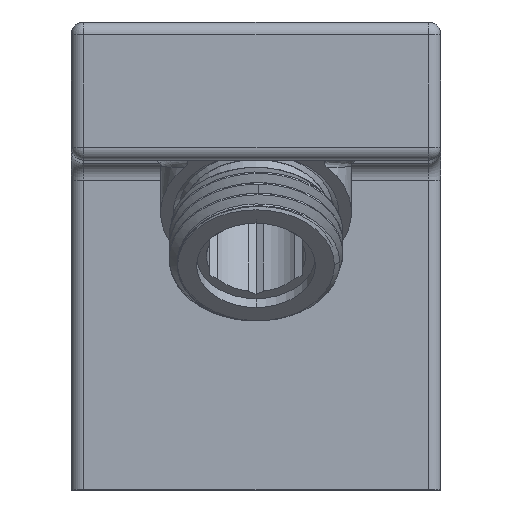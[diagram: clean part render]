
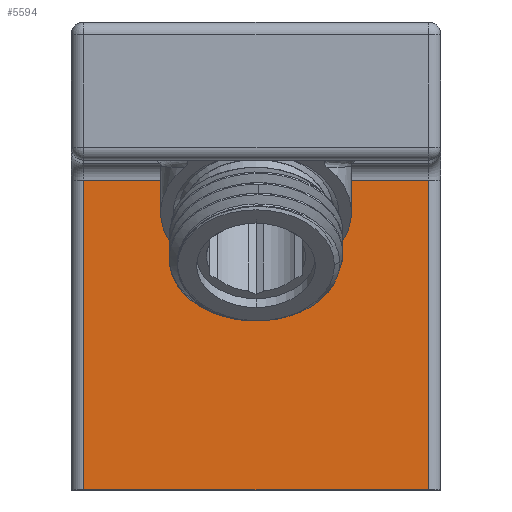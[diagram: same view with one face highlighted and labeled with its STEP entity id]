
A CAD part, top view. The second image highlights one B-rep face of the part: STEP entity #5594.
In plain terms, the highlighted planar face has unit normal (0, 0, 1).
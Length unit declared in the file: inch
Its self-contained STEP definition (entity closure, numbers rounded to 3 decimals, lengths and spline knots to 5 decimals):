
#292=DIRECTION('',(1.,0.,0.));
#293=VECTOR('',#292,1.63);
#294=CARTESIAN_POINT('',(-0.815,0.,0.654));
#295=LINE('',#294,#293);
#307=DIRECTION('',(0.,-1.,0.));
#308=VECTOR('',#307,1.466);
#309=CARTESIAN_POINT('',(0.815,1.466,0.654));
#310=LINE('',#309,#308);
#314=DIRECTION('',(0.,1.,0.));
#315=VECTOR('',#314,1.466);
#316=CARTESIAN_POINT('',(-0.815,0.,0.654));
#317=LINE('',#316,#315);
#321=DIRECTION('',(1.,0.,0.));
#322=VECTOR('',#321,1.63);
#323=CARTESIAN_POINT('',(-0.815,1.466,0.654));
#324=LINE('',#323,#322);
#5137=CARTESIAN_POINT('',(0.815,0.,0.654));
#5139=VERTEX_POINT('',#5137);
#5140=CARTESIAN_POINT('',(0.815,1.466,0.654));
#5141=VERTEX_POINT('',#5140);
#5166=CARTESIAN_POINT('',(-0.815,1.466,0.654));
#5167=VERTEX_POINT('',#5166);
#5168=CARTESIAN_POINT('',(-0.815,0.,0.654));
#5170=VERTEX_POINT('',#5168);
#5581=CARTESIAN_POINT('',(-0.875,1.546,0.654));
#5582=DIRECTION('',(0.,0.,1.));
#5583=DIRECTION('',(0.,-1.,0.));
#5584=AXIS2_PLACEMENT_3D('',#5581,#5582,#5583);
#5585=PLANE('',#5584);
#5586=ORIENTED_EDGE('',*,*,#5560,.T.);
#5587=ORIENTED_EDGE('',*,*,#5537,.F.);
#5589=ORIENTED_EDGE('',*,*,#5588,.T.);
#5591=ORIENTED_EDGE('',*,*,#5590,.T.);
#5592=EDGE_LOOP('',(#5586,#5587,#5589,#5591));
#5593=FACE_OUTER_BOUND('',#5592,.F.);
#5537=EDGE_CURVE('',#5170,#5139,#295,.T.);
#5560=EDGE_CURVE('',#5141,#5139,#310,.T.);
#5588=EDGE_CURVE('',#5170,#5167,#317,.T.);
#5590=EDGE_CURVE('',#5167,#5141,#324,.T.);
#5594=ADVANCED_FACE('',(#5593),#5585,.T.);
